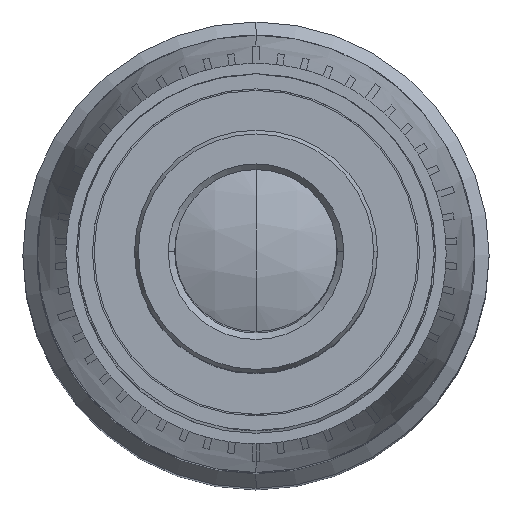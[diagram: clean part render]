
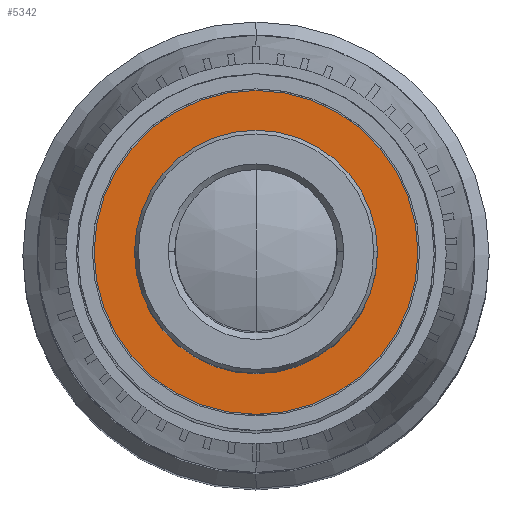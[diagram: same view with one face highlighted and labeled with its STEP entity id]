
A CAD part, top view. The second image highlights one B-rep face of the part: STEP entity #5342.
In plain terms, the highlighted planar face has unit normal (0, 0, 1).
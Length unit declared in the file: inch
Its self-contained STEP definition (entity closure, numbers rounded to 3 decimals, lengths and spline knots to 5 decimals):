
#439 = DIRECTION ( 'NONE',  ( 0., 0., 1. ) ) ;
#1544 = VERTEX_POINT ( 'NONE', #6397 ) ;
#3896 = DIRECTION ( 'NONE',  ( 0., 0., 1. ) ) ;
#5196 = AXIS2_PLACEMENT_3D ( 'NONE', #26076, #56919, #30510 ) ;
#5342 = ADVANCED_FACE ( 'NONE', ( #55213, #21363 ), #8346, .F. ) ;
#5827 = CIRCLE ( 'NONE', #26726, 0.1825 ) ;
#6397 = CARTESIAN_POINT ( 'NONE',  ( 0.1825, 0., 1.07165 ) ) ;
#7619 = EDGE_LOOP ( 'NONE', ( #21020, #41698 ) ) ;
#7630 = EDGE_CURVE ( 'NONE', #14418, #54499, #48508, .T. ) ;
#8004 = CARTESIAN_POINT ( 'NONE',  ( 0., 0., 1.07165 ) ) ;
#8346 = PLANE ( 'NONE',  #5196 ) ;
#9004 = CARTESIAN_POINT ( 'NONE',  ( -0.1825, 0., 1.07165 ) ) ;
#9798 = ORIENTED_EDGE ( 'NONE', *, *, #12961, .T. ) ;
#12461 = DIRECTION ( 'NONE',  ( 1., 0., 0. ) ) ;
#12961 = EDGE_CURVE ( 'NONE', #54499, #14418, #46988, .T. ) ;
#13041 = AXIS2_PLACEMENT_3D ( 'NONE', #49471, #23029, #53894 ) ;
#14418 = VERTEX_POINT ( 'NONE', #24635 ) ;
#14969 = EDGE_LOOP ( 'NONE', ( #9798, #31427 ) ) ;
#16780 = AXIS2_PLACEMENT_3D ( 'NONE', #30260, #3896, #34694 ) ;
#18737 = EDGE_CURVE ( 'NONE', #49358, #1544, #48911, .T. ) ;
#21020 = ORIENTED_EDGE ( 'NONE', *, *, #43078, .F. ) ;
#21363 = FACE_OUTER_BOUND ( 'NONE', #14969, .T. ) ;
#23029 = DIRECTION ( 'NONE',  ( 0., 0., 1. ) ) ;
#24635 = CARTESIAN_POINT ( 'NONE',  ( -0.25, 0., 1.07165 ) ) ;
#26076 = CARTESIAN_POINT ( 'NONE',  ( 0., 0.25, 1.07165 ) ) ;
#26726 = AXIS2_PLACEMENT_3D ( 'NONE', #26823, #439, #31232 ) ;
#26823 = CARTESIAN_POINT ( 'NONE',  ( 0., 0., 1.07165 ) ) ;
#29266 = AXIS2_PLACEMENT_3D ( 'NONE', #8004, #38857, #12461 ) ;
#30260 = CARTESIAN_POINT ( 'NONE',  ( 0., 0., 1.07165 ) ) ;
#30510 = DIRECTION ( 'NONE',  ( -1., 0., 0. ) ) ;
#30608 = CARTESIAN_POINT ( 'NONE',  ( 0.25, 0., 1.07165 ) ) ;
#31232 = DIRECTION ( 'NONE',  ( 1., 0., 0. ) ) ;
#31427 = ORIENTED_EDGE ( 'NONE', *, *, #7630, .T. ) ;
#34694 = DIRECTION ( 'NONE',  ( 1., 0., 0. ) ) ;
#38857 = DIRECTION ( 'NONE',  ( 0., 0., 1. ) ) ;
#41698 = ORIENTED_EDGE ( 'NONE', *, *, #18737, .F. ) ;
#43078 = EDGE_CURVE ( 'NONE', #1544, #49358, #5827, .T. ) ;
#46988 = CIRCLE ( 'NONE', #16780, 0.25 ) ;
#48508 = CIRCLE ( 'NONE', #13041, 0.25 ) ;
#48911 = CIRCLE ( 'NONE', #29266, 0.1825 ) ;
#49358 = VERTEX_POINT ( 'NONE', #9004 ) ;
#49471 = CARTESIAN_POINT ( 'NONE',  ( 0., 0., 1.07165 ) ) ;
#53894 = DIRECTION ( 'NONE',  ( 1., 0., 0. ) ) ;
#54499 = VERTEX_POINT ( 'NONE', #30608 ) ;
#55213 = FACE_BOUND ( 'NONE', #7619, .T. ) ;
#56919 = DIRECTION ( 'NONE',  ( 0., 0., -1. ) ) ;
